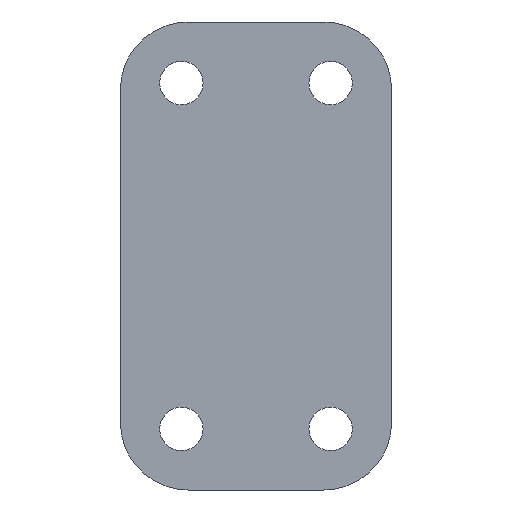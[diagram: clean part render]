
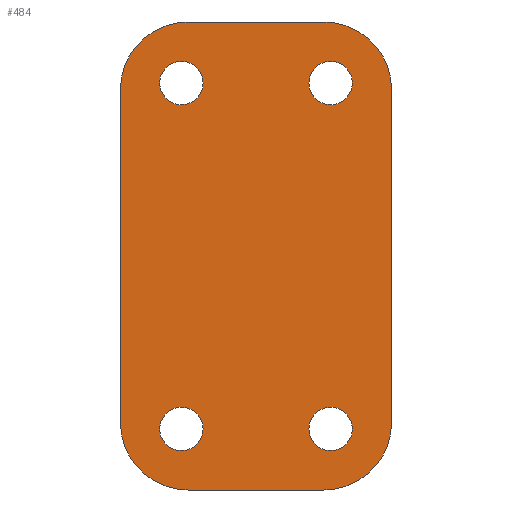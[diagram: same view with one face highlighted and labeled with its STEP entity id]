
A CAD part, front view. The second image highlights one B-rep face of the part: STEP entity #484.
In plain terms, the highlighted planar face has unit normal (0, -1, 0).
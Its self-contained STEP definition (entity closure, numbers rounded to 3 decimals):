
#19=FACE_BOUND('',#91,.T.);
#20=FACE_BOUND('',#92,.T.);
#21=FACE_BOUND('',#93,.T.);
#22=FACE_BOUND('',#94,.T.);
#38=PLANE('',#538);
#62=FACE_OUTER_BOUND('',#90,.T.);
#90=EDGE_LOOP('',(#441,#442,#443,#444,#445,#446,#447,#448));
#91=EDGE_LOOP('',(#449));
#92=EDGE_LOOP('',(#450));
#93=EDGE_LOOP('',(#451));
#94=EDGE_LOOP('',(#452));
#99=LINE('',#686,#149);
#113=LINE('',#730,#163);
#119=LINE('',#743,#169);
#121=LINE('',#749,#171);
#149=VECTOR('',#553,10.);
#163=VECTOR('',#589,10.);
#169=VECTOR('',#601,10.);
#171=VECTOR('',#609,10.);
#196=CIRCLE('',#501,5.);
#204=CIRCLE('',#512,5.);
#205=CIRCLE('',#515,5.);
#206=CIRCLE('',#518,5.);
#207=CIRCLE('',#521,1.6);
#208=CIRCLE('',#523,1.6);
#209=CIRCLE('',#525,1.6);
#210=CIRCLE('',#527,1.6);
#213=VERTEX_POINT('',#676);
#214=VERTEX_POINT('',#678);
#216=VERTEX_POINT('',#684);
#234=VERTEX_POINT('',#724);
#235=VERTEX_POINT('',#728);
#236=VERTEX_POINT('',#732);
#239=VERTEX_POINT('',#741);
#240=VERTEX_POINT('',#745);
#241=VERTEX_POINT('',#751);
#242=VERTEX_POINT('',#755);
#243=VERTEX_POINT('',#759);
#244=VERTEX_POINT('',#763);
#257=EDGE_CURVE('',#213,#214,#196,.T.);
#261=EDGE_CURVE('',#213,#216,#99,.T.);
#281=EDGE_CURVE('',#234,#216,#204,.T.);
#283=EDGE_CURVE('',#234,#235,#113,.T.);
#285=EDGE_CURVE('',#236,#235,#205,.T.);
#290=EDGE_CURVE('',#236,#239,#119,.T.);
#291=EDGE_CURVE('',#240,#239,#206,.T.);
#293=EDGE_CURVE('',#240,#214,#121,.T.);
#294=EDGE_CURVE('',#241,#241,#207,.T.);
#296=EDGE_CURVE('',#242,#242,#208,.T.);
#298=EDGE_CURVE('',#243,#243,#209,.T.);
#300=EDGE_CURVE('',#244,#244,#210,.T.);
#441=ORIENTED_EDGE('',*,*,#257,.F.);
#442=ORIENTED_EDGE('',*,*,#261,.T.);
#443=ORIENTED_EDGE('',*,*,#281,.F.);
#444=ORIENTED_EDGE('',*,*,#283,.T.);
#445=ORIENTED_EDGE('',*,*,#285,.F.);
#446=ORIENTED_EDGE('',*,*,#290,.T.);
#447=ORIENTED_EDGE('',*,*,#291,.F.);
#448=ORIENTED_EDGE('',*,*,#293,.T.);
#449=ORIENTED_EDGE('',*,*,#294,.T.);
#450=ORIENTED_EDGE('',*,*,#296,.T.);
#451=ORIENTED_EDGE('',*,*,#298,.T.);
#452=ORIENTED_EDGE('',*,*,#300,.T.);
#484=ADVANCED_FACE('',(#62,#19,#20,#21,#22),#38,.T.);
#501=AXIS2_PLACEMENT_3D('',#679,#546,#547);
#512=AXIS2_PLACEMENT_3D('',#726,#584,#585);
#515=AXIS2_PLACEMENT_3D('',#734,#593,#594);
#518=AXIS2_PLACEMENT_3D('',#746,#604,#605);
#521=AXIS2_PLACEMENT_3D('',#752,#612,#613);
#523=AXIS2_PLACEMENT_3D('',#756,#617,#618);
#525=AXIS2_PLACEMENT_3D('',#760,#622,#623);
#527=AXIS2_PLACEMENT_3D('',#764,#627,#628);
#538=AXIS2_PLACEMENT_3D('',#805,#669,#670);
#546=DIRECTION('center_axis',(0.,1.,0.));
#547=DIRECTION('ref_axis',(-0.707,0.,-0.707));
#553=DIRECTION('',(1.,0.,0.));
#584=DIRECTION('center_axis',(0.,1.,0.));
#585=DIRECTION('ref_axis',(0.707,0.,-0.707));
#589=DIRECTION('',(0.,0.,1.));
#593=DIRECTION('center_axis',(0.,1.,0.));
#594=DIRECTION('ref_axis',(0.707,0.,0.707));
#601=DIRECTION('',(-1.,0.,0.));
#604=DIRECTION('center_axis',(0.,1.,0.));
#605=DIRECTION('ref_axis',(-0.707,0.,0.707));
#609=DIRECTION('',(0.,0.,-1.));
#612=DIRECTION('center_axis',(0.,1.,0.));
#613=DIRECTION('ref_axis',(1.,0.,0.));
#617=DIRECTION('center_axis',(0.,1.,0.));
#618=DIRECTION('ref_axis',(1.,0.,0.));
#622=DIRECTION('center_axis',(0.,1.,0.));
#623=DIRECTION('ref_axis',(1.,0.,0.));
#627=DIRECTION('center_axis',(0.,1.,0.));
#628=DIRECTION('ref_axis',(1.,0.,0.));
#669=DIRECTION('center_axis',(0.,-1.,0.));
#670=DIRECTION('ref_axis',(0.,0.,-1.));
#676=CARTESIAN_POINT('',(-5.,-1.5,-17.25));
#678=CARTESIAN_POINT('',(-10.,-1.5,-12.25));
#679=CARTESIAN_POINT('Origin',(-5.,-1.5,-12.25));
#684=CARTESIAN_POINT('',(5.,-1.5,-17.25));
#686=CARTESIAN_POINT('',(-10.,-1.5,-17.25));
#724=CARTESIAN_POINT('',(10.,-1.5,-12.25));
#726=CARTESIAN_POINT('Origin',(5.,-1.5,-12.25));
#728=CARTESIAN_POINT('',(10.,-1.5,12.25));
#730=CARTESIAN_POINT('',(10.,-1.5,-17.25));
#732=CARTESIAN_POINT('',(5.,-1.5,17.25));
#734=CARTESIAN_POINT('Origin',(5.,-1.5,12.25));
#741=CARTESIAN_POINT('',(-5.,-1.5,17.25));
#743=CARTESIAN_POINT('',(10.,-1.5,17.25));
#745=CARTESIAN_POINT('',(-10.,-1.5,12.25));
#746=CARTESIAN_POINT('Origin',(-5.,-1.5,12.25));
#749=CARTESIAN_POINT('',(-10.,-1.5,17.25));
#751=CARTESIAN_POINT('',(3.9,-1.5,12.75));
#752=CARTESIAN_POINT('Origin',(5.5,-1.5,12.75));
#755=CARTESIAN_POINT('',(3.9,-1.5,-12.75));
#756=CARTESIAN_POINT('Origin',(5.5,-1.5,-12.75));
#759=CARTESIAN_POINT('',(-7.1,-1.5,12.75));
#760=CARTESIAN_POINT('Origin',(-5.5,-1.5,12.75));
#763=CARTESIAN_POINT('',(-7.1,-1.5,-12.75));
#764=CARTESIAN_POINT('Origin',(-5.5,-1.5,-12.75));
#805=CARTESIAN_POINT('Origin',(0.,-1.5,0.));
